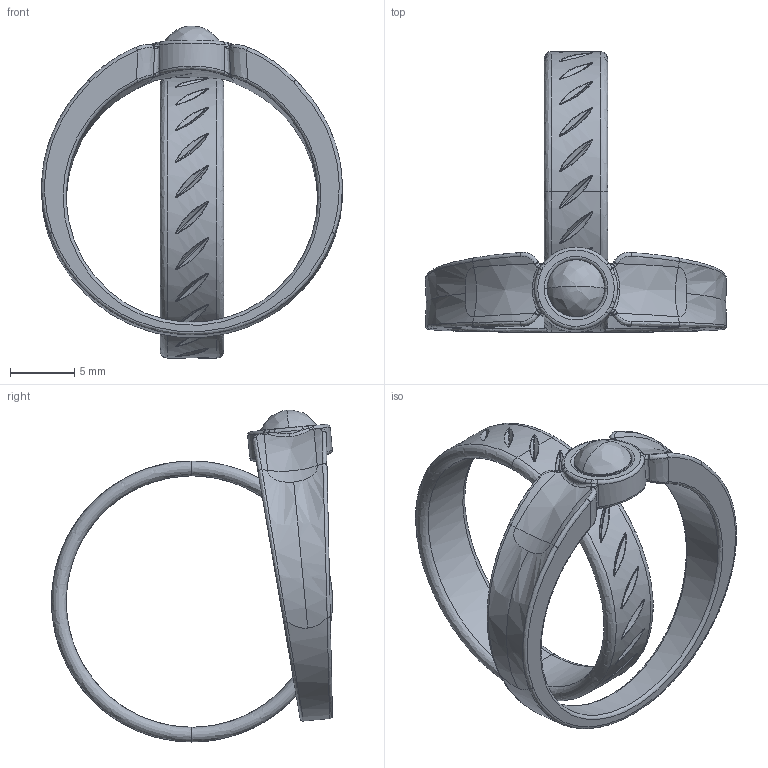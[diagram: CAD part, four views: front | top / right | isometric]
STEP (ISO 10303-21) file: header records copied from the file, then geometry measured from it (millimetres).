
FILE_DESCRIPTION(('FreeCAD Model'),'2;1');
FILE_NAME('Open CASCADE Shape Model','2025-05-04T03:41:21',('FreeCAD'),( 'FreeCAD'),'Open CASCADE STEP processor 7.6','FreeCAD','Unknown');
FILE_SCHEMA(('AUTOMOTIVE_DESIGN { 1 0 10303 214 1 1 1 1 }'));
Length unit declared in the file: millimetre
Products named in the file (1): Open CASCADE STEP translator 7.6 1
Bounding box: 23.4 x 21.83 x 25.8 mm (x, y, z)
Volume: 858.8 mm3; surface area: 1594.8 mm2
Topology: 3 solids, 3 shells, 328 faces, 772 edges, 436 vertices
Faces by surface type: bspline 328
Entity records: 25557 total; most frequent: CARTESIAN_POINT 21412, ORIENTED_EDGE 1478, EDGE_CURVE 739, VERTEX_POINT 436, B_SPLINE_CURVE_WITH_KNOTS 436, FACE_BOUND 351, EDGE_LOOP 351, ADVANCED_FACE 328
